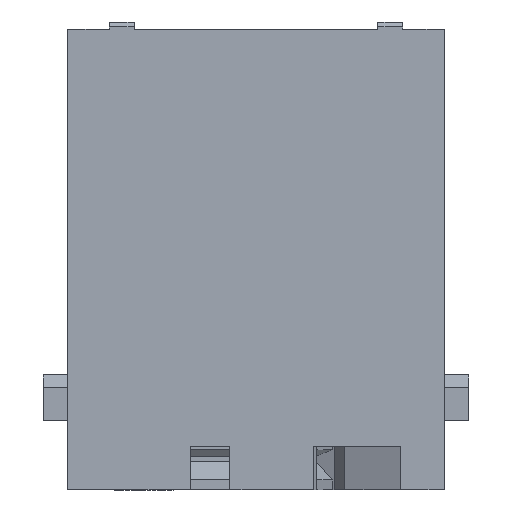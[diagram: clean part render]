
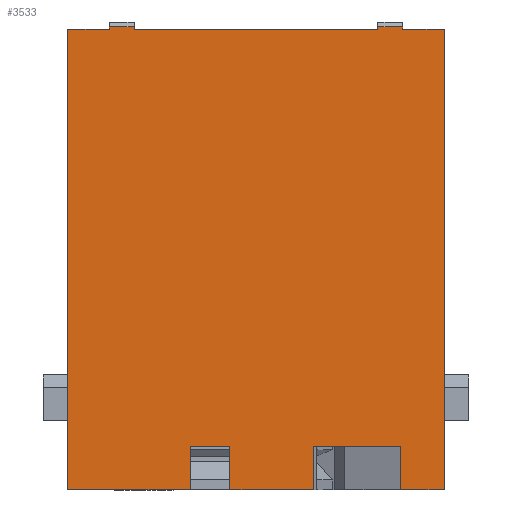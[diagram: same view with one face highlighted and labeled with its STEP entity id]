
A CAD part, left-side view. The second image highlights one B-rep face of the part: STEP entity #3533.
In plain terms, the highlighted planar face has unit normal (-1, 0, 0).
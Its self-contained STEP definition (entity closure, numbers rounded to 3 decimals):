
#3533=ADVANCED_FACE('',(#4431),#4028,.T.);
#4028=PLANE('',#13578);
#4431=FACE_OUTER_BOUND('',#4904,.T.);
#4904=EDGE_LOOP('',(#6265,#6266,#6267,#6268,#6269,#6270,#6271,#6272,#6273,
#6274,#6275,#6276,#6277,#6278,#6279,#6280,#6281,#6282,#6283,#6284));
#6265=ORIENTED_EDGE('',*,*,#9021,.T.);
#6266=ORIENTED_EDGE('',*,*,#9396,.F.);
#6267=ORIENTED_EDGE('',*,*,#9388,.F.);
#6268=ORIENTED_EDGE('',*,*,#9363,.T.);
#6269=ORIENTED_EDGE('',*,*,#9366,.T.);
#6270=ORIENTED_EDGE('',*,*,#9368,.T.);
#6271=ORIENTED_EDGE('',*,*,#9387,.F.);
#6272=ORIENTED_EDGE('',*,*,#9377,.T.);
#6273=ORIENTED_EDGE('',*,*,#9380,.T.);
#6274=ORIENTED_EDGE('',*,*,#9382,.T.);
#6275=ORIENTED_EDGE('',*,*,#9391,.F.);
#6276=ORIENTED_EDGE('',*,*,#9397,.T.);
#6277=ORIENTED_EDGE('',*,*,#8876,.T.);
#6278=ORIENTED_EDGE('',*,*,#8733,.T.);
#6279=ORIENTED_EDGE('',*,*,#9286,.T.);
#6280=ORIENTED_EDGE('',*,*,#9221,.T.);
#6281=ORIENTED_EDGE('',*,*,#9047,.T.);
#6282=ORIENTED_EDGE('',*,*,#9293,.T.);
#6283=ORIENTED_EDGE('',*,*,#9297,.T.);
#6284=ORIENTED_EDGE('',*,*,#9299,.T.);
#7875=VERTEX_POINT('',#16683);
#7876=VERTEX_POINT('',#16685);
#8017=VERTEX_POINT('',#17098);
#8143=VERTEX_POINT('',#17530);
#8144=VERTEX_POINT('',#17532);
#8166=VERTEX_POINT('',#17600);
#8167=VERTEX_POINT('',#17602);
#8327=VERTEX_POINT('',#18101);
#8374=VERTEX_POINT('',#18258);
#8376=VERTEX_POINT('',#18265);
#8413=VERTEX_POINT('',#18414);
#8414=VERTEX_POINT('',#18416);
#8415=VERTEX_POINT('',#18420);
#8416=VERTEX_POINT('',#18424);
#8423=VERTEX_POINT('',#18443);
#8424=VERTEX_POINT('',#18445);
#8425=VERTEX_POINT('',#18449);
#8426=VERTEX_POINT('',#18453);
#8429=VERTEX_POINT('',#18464);
#8430=VERTEX_POINT('',#18467);
#8733=EDGE_CURVE('',#7876,#7875,#10627,.T.);
#8876=EDGE_CURVE('',#8017,#7876,#10737,.T.);
#9021=EDGE_CURVE('',#8144,#8143,#10828,.T.);
#9047=EDGE_CURVE('',#8167,#8166,#10847,.T.);
#9221=EDGE_CURVE('',#8327,#8167,#10977,.T.);
#9286=EDGE_CURVE('',#7875,#8327,#11042,.T.);
#9293=EDGE_CURVE('',#8166,#8374,#11049,.T.);
#9297=EDGE_CURVE('',#8374,#8376,#11053,.T.);
#9299=EDGE_CURVE('',#8376,#8144,#11055,.T.);
#9363=EDGE_CURVE('',#8414,#8413,#11113,.T.);
#9366=EDGE_CURVE('',#8413,#8415,#11116,.T.);
#9368=EDGE_CURVE('',#8415,#8416,#11118,.T.);
#9377=EDGE_CURVE('',#8424,#8423,#11127,.T.);
#9380=EDGE_CURVE('',#8423,#8425,#11130,.T.);
#9382=EDGE_CURVE('',#8425,#8426,#11132,.T.);
#9387=EDGE_CURVE('',#8424,#8416,#11134,.T.);
#9388=EDGE_CURVE('',#8414,#8429,#11135,.T.);
#9391=EDGE_CURVE('',#8430,#8426,#11138,.T.);
#9396=EDGE_CURVE('',#8429,#8143,#11142,.T.);
#9397=EDGE_CURVE('',#8430,#8017,#11143,.T.);
#10627=LINE('',#16684,#11695);
#10737=LINE('',#17097,#11805);
#10828=LINE('',#17531,#11896);
#10847=LINE('',#17601,#11915);
#10977=LINE('',#18111,#12045);
#11042=LINE('',#18242,#12110);
#11049=LINE('',#18259,#12117);
#11053=LINE('',#18266,#12121);
#11055=LINE('',#18269,#12123);
#11113=LINE('',#18415,#12181);
#11116=LINE('',#18421,#12184);
#11118=LINE('',#18425,#12186);
#11127=LINE('',#18444,#12195);
#11130=LINE('',#18450,#12198);
#11132=LINE('',#18454,#12200);
#11134=LINE('',#18462,#12202);
#11135=LINE('',#18463,#12203);
#11138=LINE('',#18468,#12206);
#11142=LINE('',#18483,#12210);
#11143=LINE('',#18484,#12211);
#11695=VECTOR('',#14133,1.);
#11805=VECTOR('',#14331,1.);
#11896=VECTOR('',#14422,1.);
#11915=VECTOR('',#14441,1.);
#12045=VECTOR('',#14625,1.);
#12110=VECTOR('',#14740,1.);
#12117=VECTOR('',#14763,1.);
#12121=VECTOR('',#14769,1.);
#12123=VECTOR('',#14773,1.);
#12181=VECTOR('',#14897,1.);
#12184=VECTOR('',#14902,1.);
#12186=VECTOR('',#14906,1.);
#12195=VECTOR('',#14921,1.);
#12198=VECTOR('',#14926,1.);
#12200=VECTOR('',#14930,1.);
#12202=VECTOR('',#14940,1.);
#12203=VECTOR('',#14941,1.);
#12206=VECTOR('',#14944,1.);
#12210=VECTOR('',#14962,1.);
#12211=VECTOR('',#14963,1.);
#13578=AXIS2_PLACEMENT_3D('',#18485,#14964,#14965);
#14133=DIRECTION('',(0.,0.,1.));
#14331=DIRECTION('',(0.,-1.,0.));
#14422=DIRECTION('',(0.,-1.,0.));
#14441=DIRECTION('',(0.,-1.,0.));
#14625=DIRECTION('',(0.,0.,-1.));
#14740=DIRECTION('',(0.,-1.,0.));
#14763=DIRECTION('',(0.,0.,1.));
#14769=DIRECTION('',(0.,-1.,0.));
#14773=DIRECTION('',(0.,0.,-1.));
#14897=DIRECTION('',(0.,0.,1.));
#14902=DIRECTION('',(0.,1.,0.));
#14906=DIRECTION('',(0.,0.,-1.));
#14921=DIRECTION('',(0.,0.,1.));
#14926=DIRECTION('',(0.,1.,0.));
#14930=DIRECTION('',(0.,0.,-1.));
#14940=DIRECTION('',(0.,-1.,0.));
#14941=DIRECTION('',(0.,-1.,0.));
#14944=DIRECTION('',(0.,-1.,0.));
#14962=DIRECTION('',(0.,0.,-1.));
#14963=DIRECTION('',(0.,0.,-1.));
#14964=DIRECTION('',(-1.,0.,0.));
#14965=DIRECTION('',(0.,1.,0.));
#16683=CARTESIAN_POINT('',(-7.3,5.3,-2.05));
#16684=CARTESIAN_POINT('',(-7.3,5.3,-5.55));
#16685=CARTESIAN_POINT('',(-7.3,5.3,-5.55));
#17097=CARTESIAN_POINT('',(-7.3,15.15,-5.55));
#17098=CARTESIAN_POINT('',(-7.3,15.15,-5.55));
#17530=CARTESIAN_POINT('',(-7.3,-15.15,-5.55));
#17531=CARTESIAN_POINT('',(-7.3,-11.631,-5.55));
#17532=CARTESIAN_POINT('',(-7.3,-11.631,-5.55));
#17600=CARTESIAN_POINT('',(-7.3,-4.635,-5.55));
#17601=CARTESIAN_POINT('',(-7.3,2.05,-5.55));
#17602=CARTESIAN_POINT('',(-7.3,2.1,-5.55));
#18101=CARTESIAN_POINT('',(-7.3,2.1,-2.05));
#18111=CARTESIAN_POINT('',(-7.3,2.1,-2.05));
#18242=CARTESIAN_POINT('',(-7.3,5.35,-2.05));
#18258=CARTESIAN_POINT('',(-7.3,-4.635,-2.05));
#18259=CARTESIAN_POINT('',(-7.3,-4.635,-5.55));
#18265=CARTESIAN_POINT('',(-7.3,-11.631,-2.05));
#18266=CARTESIAN_POINT('',(-7.3,-4.635,-2.05));
#18269=CARTESIAN_POINT('',(-7.3,-11.631,-2.05));
#18414=CARTESIAN_POINT('',(-7.3,-11.8,31.7));
#18415=CARTESIAN_POINT('',(-7.3,-11.8,31.5));
#18416=CARTESIAN_POINT('',(-7.3,-11.8,31.5));
#18420=CARTESIAN_POINT('',(-7.3,-9.8,31.7));
#18421=CARTESIAN_POINT('',(-7.3,-11.8,31.7));
#18424=CARTESIAN_POINT('',(-7.3,-9.8,31.5));
#18425=CARTESIAN_POINT('',(-7.3,-9.8,31.7));
#18443=CARTESIAN_POINT('',(-7.3,9.8,31.7));
#18444=CARTESIAN_POINT('',(-7.3,9.8,31.5));
#18445=CARTESIAN_POINT('',(-7.3,9.8,31.5));
#18449=CARTESIAN_POINT('',(-7.3,11.8,31.7));
#18450=CARTESIAN_POINT('',(-7.3,9.8,31.7));
#18453=CARTESIAN_POINT('',(-7.3,11.8,31.5));
#18454=CARTESIAN_POINT('',(-7.3,11.8,31.7));
#18462=CARTESIAN_POINT('',(-7.3,9.8,31.5));
#18463=CARTESIAN_POINT('',(-7.3,-11.8,31.5));
#18464=CARTESIAN_POINT('',(-7.3,-15.15,31.5));
#18467=CARTESIAN_POINT('',(-7.3,15.15,31.5));
#18468=CARTESIAN_POINT('',(-7.3,15.15,31.5));
#18483=CARTESIAN_POINT('',(-7.3,-15.15,31.5));
#18484=CARTESIAN_POINT('',(-7.3,15.15,31.5));
#18485=CARTESIAN_POINT('',(-7.3,-15.35,32.3));
